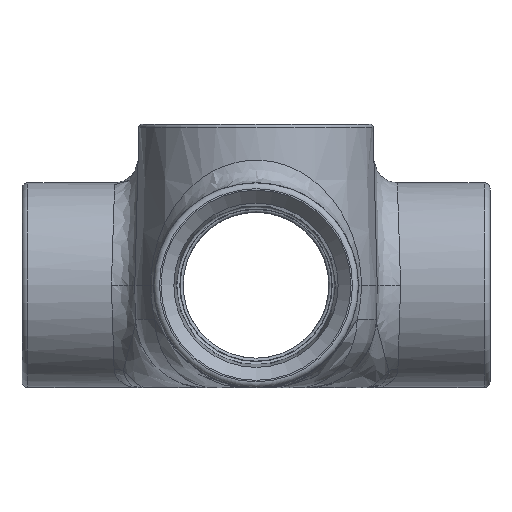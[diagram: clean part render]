
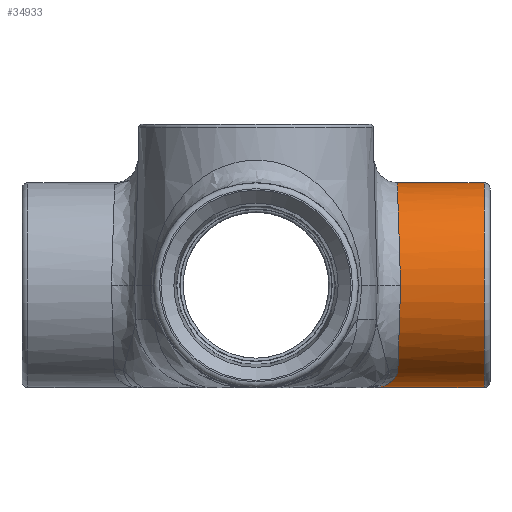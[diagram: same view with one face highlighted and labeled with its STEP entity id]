
A CAD part, left-side view. The second image highlights one B-rep face of the part: STEP entity #34933.
In plain terms, the highlighted cylindrical face has radius 27.781 mm (diameter 55.562 mm), a full revolution.
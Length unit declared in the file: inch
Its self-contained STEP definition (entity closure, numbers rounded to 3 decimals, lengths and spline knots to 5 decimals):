
#134=CYLINDRICAL_SURFACE('',#36965,1.09375);
#264=FACE_BOUND('',#5418,.T.);
#676=B_SPLINE_CURVE_WITH_KNOTS('',3,(#51250,#51251,#51252,#51253,#51254,
#51255,#51256,#51257),.UNSPECIFIED.,.F.,.F.,(4,2,1,1,4),(-0.00259,
0.,1.3126,1.75013,2.18767),.UNSPECIFIED.);
#687=B_SPLINE_CURVE_WITH_KNOTS('',3,(#51465,#51466,#51467,#51468,#51469,
#51470,#51471,#51472,#51473,#51474,#51475,#51476),.UNSPECIFIED.,.F.,.F.,
(4,1,1,1,1,1,1,2,4),(4.73586,5.17339,5.39216,
5.61093,5.82969,6.04846,6.48599,6.92353,
6.92611),.UNSPECIFIED.);
#1976=ELLIPSE('',#36144,1.09432,1.09375);
#1981=ELLIPSE('',#36166,1.09432,1.09375);
#1991=ELLIPSE('',#36199,1.09432,1.09375);
#2239=CIRCLE('',#36963,1.09375);
#3384=FACE_OUTER_BOUND('',#5417,.T.);
#5417=EDGE_LOOP('',(#28729,#28730,#28731,#28732,#28733));
#5418=EDGE_LOOP('',(#28734));
#14580=VERTEX_POINT('',#50906);
#14588=VERTEX_POINT('',#51249);
#14609=VERTEX_POINT('',#51463);
#14611=VERTEX_POINT('',#51509);
#14628=VERTEX_POINT('',#52111);
#16108=VERTEX_POINT('',#59131);
#18390=EDGE_CURVE('',#14580,#14588,#676,.T.);
#18415=EDGE_CURVE('',#14609,#14580,#687,.T.);
#18418=EDGE_CURVE('',#14611,#14609,#1976,.T.);
#18450=EDGE_CURVE('',#14588,#14628,#1981,.T.);
#18502=EDGE_CURVE('',#14628,#14611,#1991,.T.);
#20553=EDGE_CURVE('',#16108,#16108,#2239,.T.);
#28729=ORIENTED_EDGE('',*,*,#18415,.F.);
#28730=ORIENTED_EDGE('',*,*,#18418,.F.);
#28731=ORIENTED_EDGE('',*,*,#18502,.F.);
#28732=ORIENTED_EDGE('',*,*,#18450,.F.);
#28733=ORIENTED_EDGE('',*,*,#18390,.F.);
#28734=ORIENTED_EDGE('',*,*,#20553,.F.);
#34933=ADVANCED_FACE('',(#3384,#264),#134,.T.);
#36144=AXIS2_PLACEMENT_3D('',#51511,#39031,#39032);
#36166=AXIS2_PLACEMENT_3D('',#52112,#39084,#39085);
#36199=AXIS2_PLACEMENT_3D('',#53591,#39155,#39156);
#36963=AXIS2_PLACEMENT_3D('',#59132,#42404,#42405);
#36965=AXIS2_PLACEMENT_3D('',#59135,#42408,#42409);
#39031=DIRECTION('center_axis',(0.,0.999,
0.032));
#39032=DIRECTION('ref_axis',(0.,0.032,-0.999));
#39084=DIRECTION('center_axis',(0.,0.999,
0.032));
#39085=DIRECTION('ref_axis',(0.,0.032,-0.999));
#39155=DIRECTION('center_axis',(0.,0.999,
-0.032));
#39156=DIRECTION('ref_axis',(0.,0.032,0.999));
#42404=DIRECTION('center_axis',(0.,-1.,0.));
#42405=DIRECTION('ref_axis',(1.,0.,0.));
#42408=DIRECTION('center_axis',(0.,1.,0.));
#42409=DIRECTION('ref_axis',(1.,0.,0.));
#50906=CARTESIAN_POINT('',(0.,-1.26637,-2.8125));
#51249=CARTESIAN_POINT('',(-0.62786,-1.51628,-2.61434));
#51250=CARTESIAN_POINT('Ctrl Pts',(0.,-1.26637,
-2.8125));
#51251=CARTESIAN_POINT('Ctrl Pts',(-0.00025,-1.2665,
-2.8125));
#51252=CARTESIAN_POINT('Ctrl Pts',(-0.00051,-1.26664,
-2.8125));
#51253=CARTESIAN_POINT('Ctrl Pts',(-0.12965,-1.33488,
-2.81234));
#51254=CARTESIAN_POINT('Ctrl Pts',(-0.30253,-1.42776,
-2.78223));
#51255=CARTESIAN_POINT('Ctrl Pts',(-0.50977,-1.50118,
-2.68973));
#51256=CARTESIAN_POINT('Ctrl Pts',(-0.5896,-1.51542,
-2.64116));
#51257=CARTESIAN_POINT('Ctrl Pts',(-0.62786,-1.51628,
-2.61434));
#51463=CARTESIAN_POINT('',(0.62786,-1.51628,-2.61434));
#51465=CARTESIAN_POINT('Ctrl Pts',(0.62786,-1.51628,
-2.61434));
#51466=CARTESIAN_POINT('Ctrl Pts',(0.5896,-1.51542,
-2.64116));
#51467=CARTESIAN_POINT('Ctrl Pts',(0.52975,-1.50466,-2.67757));
#51468=CARTESIAN_POINT('Ctrl Pts',(0.44762,-1.47917,
-2.71748));
#51469=CARTESIAN_POINT('Ctrl Pts',(0.38511,-1.45562,
-2.74319));
#51470=CARTESIAN_POINT('Ctrl Pts',(0.32185,-1.42865,
-2.76477));
#51471=CARTESIAN_POINT('Ctrl Pts',(0.23713,-1.38935,
-2.78805));
#51472=CARTESIAN_POINT('Ctrl Pts',(0.12986,-1.33518,
-2.80736));
#51473=CARTESIAN_POINT('Ctrl Pts',(0.04368,-1.28951,
-2.81247));
#51474=CARTESIAN_POINT('Ctrl Pts',(0.00051,-1.26664,
-2.8125));
#51475=CARTESIAN_POINT('Ctrl Pts',(0.00025,-1.2665,
-2.8125));
#51476=CARTESIAN_POINT('Ctrl Pts',(0.,-1.26637,-2.8125));
#51509=CARTESIAN_POINT('',(1.09375,-1.54509,-1.71875));
#51511=CARTESIAN_POINT('Origin',(0.,-1.54509,-1.71875));
#52111=CARTESIAN_POINT('',(-1.09375,-1.54509,-1.71875));
#52112=CARTESIAN_POINT('Origin',(0.,-1.54509,-1.71875));
#53591=CARTESIAN_POINT('Origin',(0.,-1.54509,-1.71875));
#59131=CARTESIAN_POINT('',(-1.09375,-2.4375,-1.71875));
#59132=CARTESIAN_POINT('Origin',(0.,-2.4375,-1.71875));
#59135=CARTESIAN_POINT('Origin',(0.,-2.5,-1.71875));
